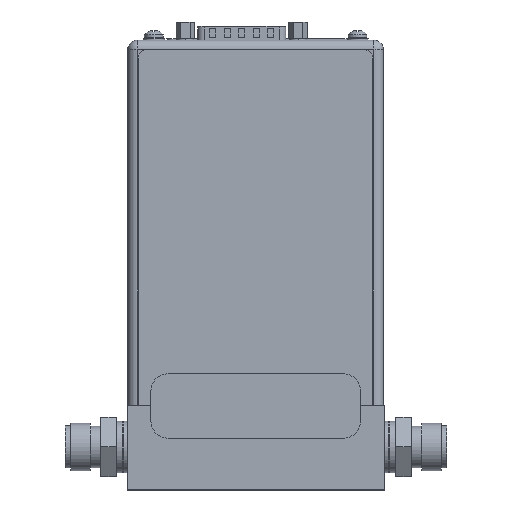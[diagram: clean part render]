
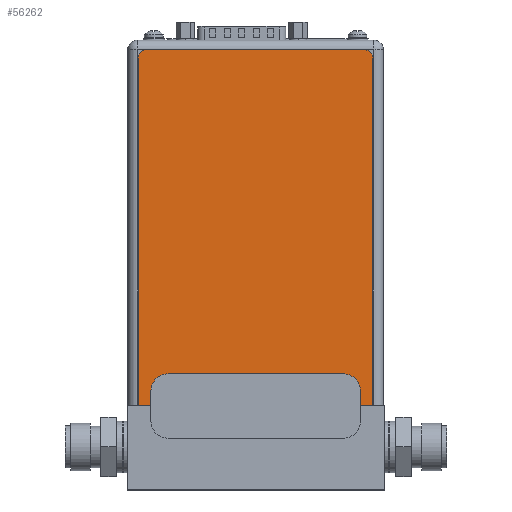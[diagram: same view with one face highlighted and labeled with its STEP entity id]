
A CAD part, top view. The second image highlights one B-rep face of the part: STEP entity #56262.
In plain terms, the highlighted planar face has unit normal (0, 0, 1).
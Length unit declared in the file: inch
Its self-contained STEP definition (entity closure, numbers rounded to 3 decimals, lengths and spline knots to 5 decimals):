
#56077=CARTESIAN_POINT('',(2.63,4.04,0.004));
#56078=DIRECTION('',(0.,0.,1.));
#56079=DIRECTION('',(1.,0.,0.));
#56080=AXIS2_PLACEMENT_3D('',#56077,#56078,#56079);
#56085=DIRECTION('',(0.,1.,0.));
#56086=VECTOR('',#56085,4.04);
#56087=CARTESIAN_POINT('',(2.73,0.,0.004));
#56088=LINE('',#56087,#56086);
#56092=DIRECTION('',(1.,0.,0.));
#56093=VECTOR('',#56092,2.73);
#56094=CARTESIAN_POINT('',(0.,0.,0.004));
#56095=LINE('',#56094,#56093);
#56099=DIRECTION('',(0.,-1.,0.));
#56100=VECTOR('',#56099,4.04);
#56101=CARTESIAN_POINT('',(0.,4.04,0.004));
#56102=LINE('',#56101,#56100);
#56106=CARTESIAN_POINT('',(0.1,4.04,0.004));
#56107=DIRECTION('',(0.,0.,1.));
#56108=DIRECTION('',(0.,1.,0.));
#56109=AXIS2_PLACEMENT_3D('',#56106,#56107,#56108);
#56114=DIRECTION('',(-1.,0.,0.));
#56115=VECTOR('',#56114,2.53);
#56116=CARTESIAN_POINT('',(2.63,4.14,0.004));
#56117=LINE('',#56116,#56115);
#56125=CARTESIAN_POINT('',(0.,0.,0.004));
#56126=CARTESIAN_POINT('',(2.73,0.,0.004));
#56127=VERTEX_POINT('',#56125);
#56128=VERTEX_POINT('',#56126);
#56133=CARTESIAN_POINT('',(2.73,4.04,0.004));
#56134=VERTEX_POINT('',#56133);
#56135=CARTESIAN_POINT('',(2.63,4.14,0.004));
#56136=VERTEX_POINT('',#56135);
#56141=CARTESIAN_POINT('',(0.1,4.14,0.004));
#56142=VERTEX_POINT('',#56141);
#56143=CARTESIAN_POINT('',(0.,4.04,0.004));
#56144=VERTEX_POINT('',#56143);
#56249=CARTESIAN_POINT('',(0.,0.,0.004));
#56250=DIRECTION('',(0.,0.,1.));
#56251=DIRECTION('',(1.,0.,0.));
#56252=AXIS2_PLACEMENT_3D('',#56249,#56250,#56251);
#56253=PLANE('',#56252);
#56254=ORIENTED_EDGE('',*,*,#56173,.F.);
#56255=ORIENTED_EDGE('',*,*,#56189,.F.);
#56256=ORIENTED_EDGE('',*,*,#56202,.F.);
#56257=ORIENTED_EDGE('',*,*,#56215,.F.);
#56258=ORIENTED_EDGE('',*,*,#56230,.F.);
#56259=ORIENTED_EDGE('',*,*,#56242,.F.);
#56260=EDGE_LOOP('',(#56254,#56255,#56256,#56257,#56258,#56259));
#56261=FACE_OUTER_BOUND('',#56260,.F.);
#56262=ADVANCED_FACE('',(#56261),#56253,.T.);
#56081=CIRCLE('',#56080,0.1);
#56110=CIRCLE('',#56109,0.1);
#56173=EDGE_CURVE('',#56134,#56136,#56081,.T.);
#56189=EDGE_CURVE('',#56128,#56134,#56088,.T.);
#56202=EDGE_CURVE('',#56127,#56128,#56095,.T.);
#56215=EDGE_CURVE('',#56144,#56127,#56102,.T.);
#56230=EDGE_CURVE('',#56142,#56144,#56110,.T.);
#56242=EDGE_CURVE('',#56136,#56142,#56117,.T.);
